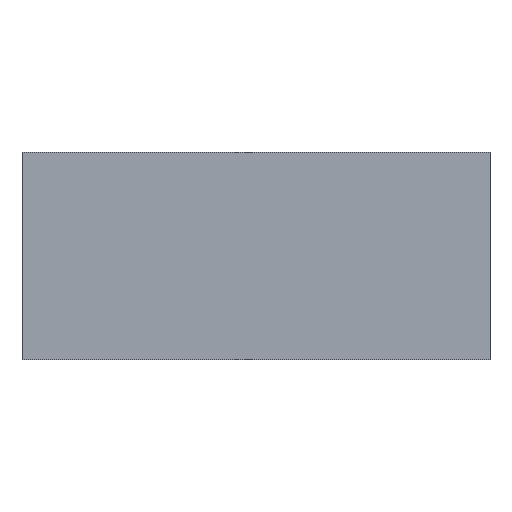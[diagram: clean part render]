
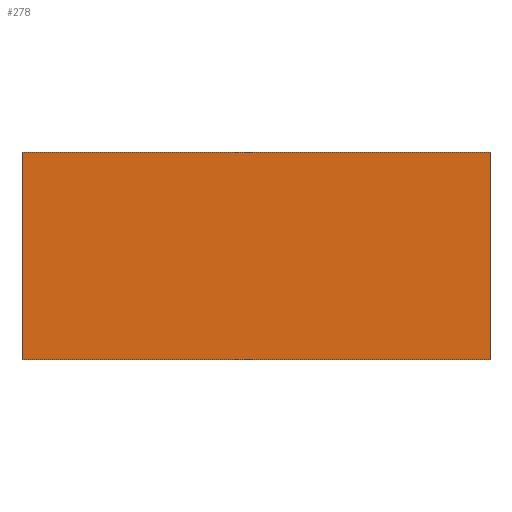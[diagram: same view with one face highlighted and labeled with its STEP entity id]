
A CAD part, front view. The second image highlights one B-rep face of the part: STEP entity #278.
In plain terms, the highlighted planar face has unit normal (0, -1, 0).
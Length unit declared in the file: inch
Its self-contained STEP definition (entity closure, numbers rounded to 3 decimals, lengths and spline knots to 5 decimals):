
#278 = ADVANCED_FACE( '', ( #643 ), #644, .F. );
#643 = FACE_OUTER_BOUND( '', #1097, .T. );
#644 = PLANE( '', #1098 );
#1097 = EDGE_LOOP( '', ( #1836, #1837, #1838, #1839 ) );
#1098 = AXIS2_PLACEMENT_3D( '', #1840, #1841, #1842 );
#1836 = ORIENTED_EDGE( '', *, *, #2928, .T. );
#1837 = ORIENTED_EDGE( '', *, *, #2776, .F. );
#1838 = ORIENTED_EDGE( '', *, *, #2929, .F. );
#1839 = ORIENTED_EDGE( '', *, *, #2930, .T. );
#1840 = CARTESIAN_POINT( '', ( 1.688, 0., 0.75 ) );
#1841 = DIRECTION( '', ( 0., 1., 0. ) );
#1842 = DIRECTION( '', ( 0., 0., 1. ) );
#2776 = EDGE_CURVE( '', #3375, #3370, #3377, .T. );
#2928 = EDGE_CURVE( '', #3616, #3370, #3617, .T. );
#2929 = EDGE_CURVE( '', #3618, #3375, #3619, .T. );
#2930 = EDGE_CURVE( '', #3618, #3616, #3620, .T. );
#3370 = VERTEX_POINT( '', #4190 );
#3375 = VERTEX_POINT( '', #4197 );
#3377 = LINE( '', #4200, #4201 );
#3616 = VERTEX_POINT( '', #4529 );
#3617 = LINE( '', #4530, #4531 );
#3618 = VERTEX_POINT( '', #4532 );
#3619 = LINE( '', #4533, #4534 );
#3620 = LINE( '', #4535, #4536 );
#4190 = CARTESIAN_POINT( '', ( 0., 0., 0. ) );
#4197 = CARTESIAN_POINT( '', ( 1.688, 0., 0. ) );
#4200 = CARTESIAN_POINT( '', ( 1.688, 0., 0. ) );
#4201 = VECTOR( '', #5117, 39.37008 );
#4529 = CARTESIAN_POINT( '', ( 0., 0., 0.75 ) );
#4530 = CARTESIAN_POINT( '', ( 0., 0., 0.75 ) );
#4531 = VECTOR( '', #5285, 39.37008 );
#4532 = CARTESIAN_POINT( '', ( 1.688, 0., 0.75 ) );
#4533 = CARTESIAN_POINT( '', ( 1.688, 0., 0.75 ) );
#4534 = VECTOR( '', #5286, 39.37008 );
#4535 = CARTESIAN_POINT( '', ( 1.688, 0., 0.75 ) );
#4536 = VECTOR( '', #5287, 39.37008 );
#5117 = DIRECTION( '', ( -1., 0., 0. ) );
#5285 = DIRECTION( '', ( 0., 0., -1. ) );
#5286 = DIRECTION( '', ( 0., 0., -1. ) );
#5287 = DIRECTION( '', ( -1., 0., 0. ) );
